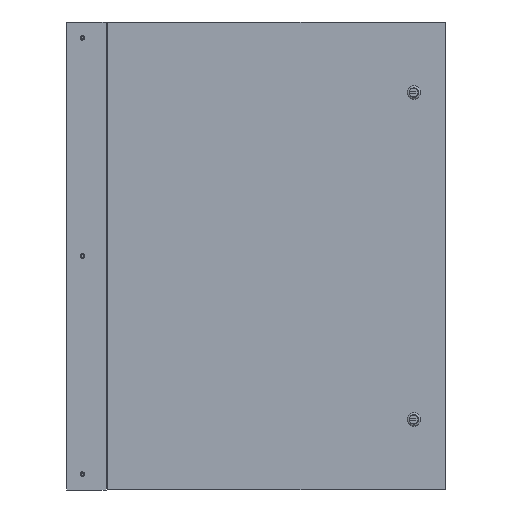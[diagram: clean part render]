
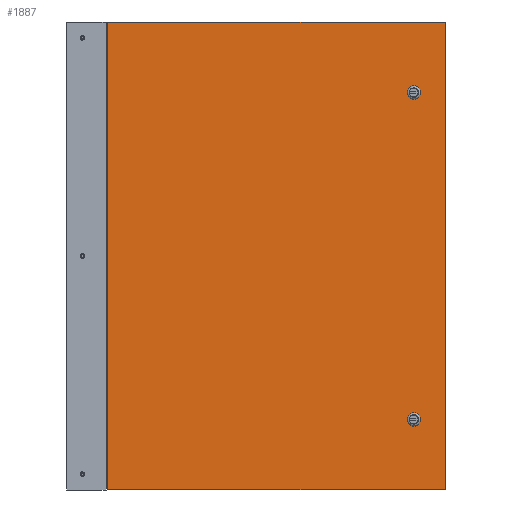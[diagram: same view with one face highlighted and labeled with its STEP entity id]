
A CAD part, front view. The second image highlights one B-rep face of the part: STEP entity #1887.
In plain terms, the highlighted planar face has unit normal (0, -1, 0).
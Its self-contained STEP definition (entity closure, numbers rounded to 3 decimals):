
#1887 = ADVANCED_FACE( '', ( #3738, #3739, #3740 ), #3741, .T. );
#3738 = FACE_BOUND( '', #26511, .T. );
#3739 = FACE_BOUND( '', #26512, .T. );
#3740 = FACE_OUTER_BOUND( '', #26513, .T. );
#3741 = PLANE( '', #26514 );
#26511 = EDGE_LOOP( '', ( #37125, #37126, #37127, #37128 ) );
#26512 = EDGE_LOOP( '', ( #37129, #37130, #37131, #37132 ) );
#26513 = EDGE_LOOP( '', ( #37133, #37134, #37135, #37136 ) );
#26514 = AXIS2_PLACEMENT_3D( '', #37137, #37138, #37139 );
#37125 = ORIENTED_EDGE( '', *, *, #39887, .F. );
#37126 = ORIENTED_EDGE( '', *, *, #39437, .F. );
#37127 = ORIENTED_EDGE( '', *, *, #38353, .F. );
#37128 = ORIENTED_EDGE( '', *, *, #40041, .F. );
#37129 = ORIENTED_EDGE( '', *, *, #40042, .F. );
#37130 = ORIENTED_EDGE( '', *, *, #40023, .F. );
#37131 = ORIENTED_EDGE( '', *, *, #40043, .F. );
#37132 = ORIENTED_EDGE( '', *, *, #38798, .F. );
#37133 = ORIENTED_EDGE( '', *, *, #40028, .T. );
#37134 = ORIENTED_EDGE( '', *, *, #38821, .T. );
#37135 = ORIENTED_EDGE( '', *, *, #39842, .T. );
#37136 = ORIENTED_EDGE( '', *, *, #39734, .T. );
#37137 = CARTESIAN_POINT( '', ( 0., 0., 0. ) );
#37138 = DIRECTION( '', ( 0., -1., 0. ) );
#37139 = DIRECTION( '', ( 0., 0., -1. ) );
#38353 = EDGE_CURVE( '', #40302, #40304, #40305, .T. );
#38798 = EDGE_CURVE( '', #41065, #41067, #41068, .T. );
#38821 = EDGE_CURVE( '', #41107, #41108, #41109, .T. );
#39437 = EDGE_CURVE( '', #40304, #42065, #42066, .T. );
#39734 = EDGE_CURVE( '', #42473, #42474, #42475, .T. );
#39842 = EDGE_CURVE( '', #41108, #42473, #42613, .T. );
#39887 = EDGE_CURVE( '', #42065, #42667, #42668, .T. );
#40023 = EDGE_CURVE( '', #42830, #42832, #42833, .T. );
#40028 = EDGE_CURVE( '', #42474, #41107, #42839, .T. );
#40041 = EDGE_CURVE( '', #42667, #40302, #42852, .T. );
#40042 = EDGE_CURVE( '', #42832, #41065, #42853, .T. );
#40043 = EDGE_CURVE( '', #41067, #42830, #42854, .T. );
#40302 = VERTEX_POINT( '', #43182 );
#40304 = VERTEX_POINT( '', #43185 );
#40305 = CIRCLE( '', #43186, 9.716 );
#41065 = VERTEX_POINT( '', #44997 );
#41067 = VERTEX_POINT( '', #45000 );
#41068 = LINE( '', #45001, #45002 );
#41107 = VERTEX_POINT( '', #45079 );
#41108 = VERTEX_POINT( '', #45080 );
#41109 = LINE( '', #45081, #45082 );
#42065 = VERTEX_POINT( '', #47140 );
#42066 = LINE( '', #47141, #47142 );
#42473 = VERTEX_POINT( '', #48000 );
#42474 = VERTEX_POINT( '', #48001 );
#42475 = LINE( '', #48002, #48003 );
#42613 = LINE( '', #48422, #48423 );
#42667 = VERTEX_POINT( '', #48534 );
#42668 = CIRCLE( '', #48535, 9.716 );
#42830 = VERTEX_POINT( '', #48937 );
#42832 = VERTEX_POINT( '', #48940 );
#42833 = LINE( '', #48941, #48942 );
#42839 = LINE( '', #48949, #48950 );
#42852 = LINE( '', #48981, #48982 );
#42853 = CIRCLE( '', #48983, 9.716 );
#42854 = CIRCLE( '', #48984, 9.716 );
#43182 = CARTESIAN_POINT( '', ( 226.822, 0., 274.078 ) );
#43185 = CARTESIAN_POINT( '', ( 243.078, 0., 274.078 ) );
#43186 = AXIS2_PLACEMENT_3D( '', #49468, #49469, #49470 );
#44997 = CARTESIAN_POINT( '', ( 226.822, 0., -274.078 ) );
#45000 = CARTESIAN_POINT( '', ( 226.822, 0., -284.722 ) );
#45001 = CARTESIAN_POINT( '', ( 226.822, 0., -274.078 ) );
#45002 = VECTOR( '', #49895, 1000. );
#45079 = CARTESIAN_POINT( '', ( -288.925, 0., -400.05 ) );
#45080 = CARTESIAN_POINT( '', ( 288.925, 0., -400.05 ) );
#45081 = CARTESIAN_POINT( '', ( -288.925, 0., -400.05 ) );
#45082 = VECTOR( '', #49920, 1000. );
#47140 = CARTESIAN_POINT( '', ( 243.078, 0., 284.722 ) );
#47141 = CARTESIAN_POINT( '', ( 243.078, 0., 284.722 ) );
#47142 = VECTOR( '', #50521, 1000. );
#48000 = CARTESIAN_POINT( '', ( 288.925, 0., 400.05 ) );
#48001 = CARTESIAN_POINT( '', ( -288.925, 0., 400.05 ) );
#48002 = CARTESIAN_POINT( '', ( 288.925, 0., 400.05 ) );
#48003 = VECTOR( '', #50844, 1000. );
#48422 = CARTESIAN_POINT( '', ( 288.925, 0., -400.05 ) );
#48423 = VECTOR( '', #50920, 1000. );
#48534 = CARTESIAN_POINT( '', ( 226.822, 0., 284.722 ) );
#48535 = AXIS2_PLACEMENT_3D( '', #50950, #50951, #50952 );
#48937 = CARTESIAN_POINT( '', ( 243.078, 0., -284.722 ) );
#48940 = CARTESIAN_POINT( '', ( 243.078, 0., -274.078 ) );
#48941 = CARTESIAN_POINT( '', ( 243.078, 0., -274.078 ) );
#48942 = VECTOR( '', #51052, 1000. );
#48949 = CARTESIAN_POINT( '', ( -288.925, 0., 400.05 ) );
#48950 = VECTOR( '', #51057, 1000. );
#48981 = CARTESIAN_POINT( '', ( 226.822, 0., 284.722 ) );
#48982 = VECTOR( '', #51063, 1000. );
#48983 = AXIS2_PLACEMENT_3D( '', #51064, #51065, #51066 );
#48984 = AXIS2_PLACEMENT_3D( '', #51067, #51068, #51069 );
#49468 = CARTESIAN_POINT( '', ( 234.95, 0., 279.4 ) );
#49469 = DIRECTION( '', ( 0., -1., 0. ) );
#49470 = DIRECTION( '', ( 1., 0., 0. ) );
#49895 = DIRECTION( '', ( 0., 0., -1. ) );
#49920 = DIRECTION( '', ( 1., 0., 0. ) );
#50521 = DIRECTION( '', ( 0., 0., 1. ) );
#50844 = DIRECTION( '', ( -1., 0., 0. ) );
#50920 = DIRECTION( '', ( 0., 0., 1. ) );
#50950 = CARTESIAN_POINT( '', ( 234.95, 0., 279.4 ) );
#50951 = DIRECTION( '', ( 0., -1., 0. ) );
#50952 = DIRECTION( '', ( 1., 0., 0. ) );
#51052 = DIRECTION( '', ( 0., 0., 1. ) );
#51057 = DIRECTION( '', ( 0., 0., -1. ) );
#51063 = DIRECTION( '', ( 0., 0., -1. ) );
#51064 = CARTESIAN_POINT( '', ( 234.95, 0., -279.4 ) );
#51065 = DIRECTION( '', ( 0., -1., 0. ) );
#51066 = DIRECTION( '', ( 1., 0., 0. ) );
#51067 = CARTESIAN_POINT( '', ( 234.95, 0., -279.4 ) );
#51068 = DIRECTION( '', ( 0., -1., 0. ) );
#51069 = DIRECTION( '', ( 1., 0., 0. ) );
